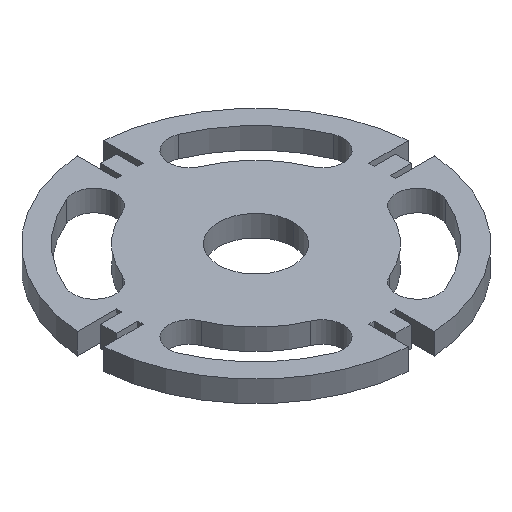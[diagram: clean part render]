
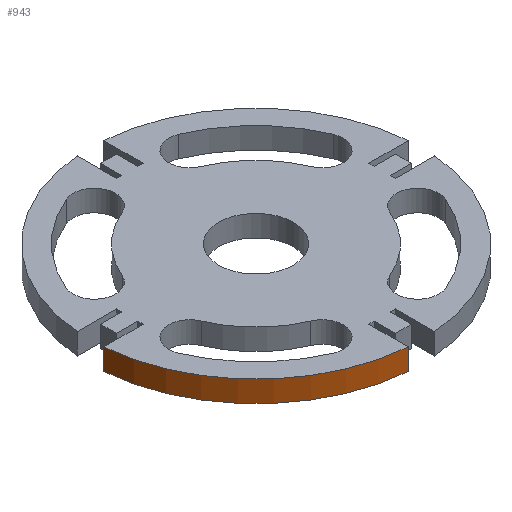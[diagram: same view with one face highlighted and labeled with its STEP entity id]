
A CAD part, isometric view. The second image highlights one B-rep face of the part: STEP entity #943.
In plain terms, the highlighted cylindrical face has radius 62.5 mm (diameter 125 mm), a partial arc.
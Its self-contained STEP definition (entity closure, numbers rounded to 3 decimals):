
#97=CARTESIAN_POINT('Axis2P3D Location',(0.,0.,4.)) ;
#101=CARTESIAN_POINT('Vertex',(-62.3,-5.,4.)) ;
#103=CARTESIAN_POINT('Vertex',(-5.,-62.3,4.)) ;
#510=CARTESIAN_POINT('Vertex',(-62.3,-5.,-4.)) ;
#713=CARTESIAN_POINT('Vertex',(-5.,-62.3,-4.)) ;
#716=CARTESIAN_POINT('Axis2P3D Location',(0.,0.,-4.)) ;
#910=CARTESIAN_POINT('Axis2P3D Location',(0.,0.,0.)) ;
#927=CARTESIAN_POINT('Line Origine',(-5.,-62.3,0.)) ;
#932=CARTESIAN_POINT('Line Origine',(-62.3,-5.,0.)) ;
#98=DIRECTION('Axis2P3D Direction',(0.,0.,1.)) ;
#717=DIRECTION('Axis2P3D Direction',(0.,0.,1.)) ;
#911=DIRECTION('Axis2P3D Direction',(0.,0.,1.)) ;
#912=DIRECTION('Axis2P3D XDirection',(1.,0.,0.)) ;
#928=DIRECTION('Vector Direction',(0.,0.,1.)) ;
#933=DIRECTION('Vector Direction',(0.,0.,1.)) ;
#99=AXIS2_PLACEMENT_3D('Circle Axis2P3D',#97,#98,$) ;
#718=AXIS2_PLACEMENT_3D('Circle Axis2P3D',#716,#717,$) ;
#913=AXIS2_PLACEMENT_3D('Cylinder Axis2P3D',#910,#911,#912) ;
#938=ORIENTED_EDGE('',*,*,#720,.T.) ;
#939=ORIENTED_EDGE('',*,*,#931,.F.) ;
#940=ORIENTED_EDGE('',*,*,#105,.F.) ;
#941=ORIENTED_EDGE('',*,*,#936,.T.) ;
#929=VECTOR('Line Direction',#928,1.) ;
#934=VECTOR('Line Direction',#933,1.) ;
#943=ADVANCED_FACE('Corps principal',(#942),#914,.T.) ;
#100=CIRCLE('generated circle',#99,62.5) ;
#719=CIRCLE('generated circle',#718,62.5) ;
#914=CYLINDRICAL_SURFACE('generated cylinder',#913,62.5) ;
#105=EDGE_CURVE('',#102,#104,#100,.T.) ;
#720=EDGE_CURVE('',#511,#714,#719,.T.) ;
#931=EDGE_CURVE('',#104,#714,#930,.F.) ;
#936=EDGE_CURVE('',#102,#511,#935,.F.) ;
#937=EDGE_LOOP('',(#938,#939,#940,#941)) ;
#942=FACE_OUTER_BOUND('',#937,.T.) ;
#930=LINE('Line',#927,#929) ;
#935=LINE('Line',#932,#934) ;
#102=VERTEX_POINT('',#101) ;
#104=VERTEX_POINT('',#103) ;
#511=VERTEX_POINT('',#510) ;
#714=VERTEX_POINT('',#713) ;
